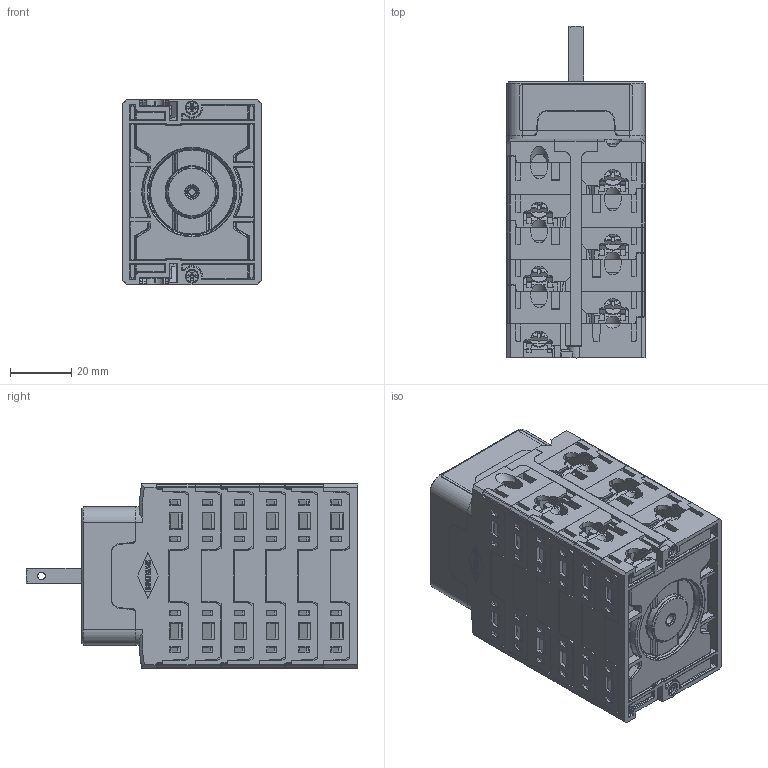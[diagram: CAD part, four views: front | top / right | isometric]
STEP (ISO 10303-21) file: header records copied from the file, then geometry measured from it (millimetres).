
FILE_DESCRIPTION((''),'2;1');
FILE_NAME('VAFK_320A1T0_ASM','2018-03-20T',('civetti_f'),(''),'PRO/ENGINEER BY PARAMETRIC TECHNOLOGY CORPORATION, 2011080','PRO/ENGINEER BY PARAMETRIC TECHNOLOGY CORPORATION, 2011080','');
FILE_SCHEMA(('CONFIG_CONTROL_DESIGN'));
Products named in the file (21): 6944-001; 6944-001-GR0_ASM; 2006_1; 6918-F; G1887A_ASM; VAGK0FR1A_ASM; 7093; 7092-002; 6952_A; 6953_A; G_1876_A; G_1876_B; G_1876_ASM; VAGK0SB_ASM; VAGK0IB_ASM; 7222; 6561_010; VAGK-TP-_ASM; 6893-006; 7070_NEUTRA; VAFK_320A1T0_ASM
Assembly tree (36 placements, depth 4):
  VAFK_320A1T0_ASM
    VAGK0FR1A_ASM
      6944-001-GR0_ASM
        6944-001
      2006_1
      G1887A_ASM
        6918-F
    7093
    VAGK0SB_ASM
      7092-002
      6952_A
      6953_A
      G_1876_ASM  x2
        G_1876_A
        G_1876_B
    VAGK0IB_ASM  x4
      7092-002
      6952_A
      6953_A
      G_1876_ASM
        G_1876_A
        G_1876_B
    VAGK-TP-_ASM
      7222
      6952_A
      6953_A
      G_1876_ASM  x2
        G_1876_A
        G_1876_B
      6561_010  x2
    6893-006  x2
    7070_NEUTRA  x2
Bounding box: 45 x 108.2 x 60.6 mm (x, y, z)
Volume: 208084.3 mm3; surface area: 101624.8 mm2
Topology: 52 solids, 62 shells, 5937 faces, 15989 edges, 10307 vertices
Faces by surface type: plane 4216, cylinder 930, cone 382, bspline 198, torus 149, sphere 42, extrusion 20
Entity records: 93312 total; most frequent: CARTESIAN_POINT 31801, ORIENTED_EDGE 13160, DIRECTION 12000, EDGE_CURVE 6580, VECTOR 4796, LINE 4776, VERTEX_POINT 4195, AXIS2_PLACEMENT_3D 3602
